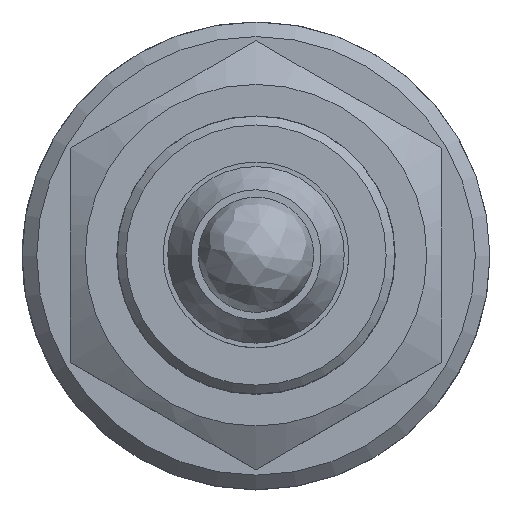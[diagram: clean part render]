
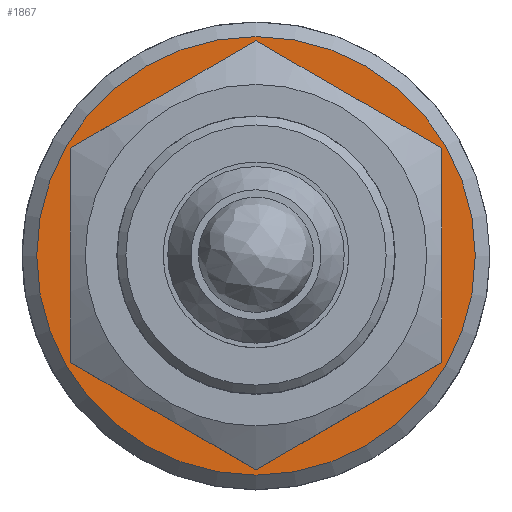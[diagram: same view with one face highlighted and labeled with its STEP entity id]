
A CAD part, top view. The second image highlights one B-rep face of the part: STEP entity #1867.
In plain terms, the highlighted planar face has unit normal (0, 0, 1).
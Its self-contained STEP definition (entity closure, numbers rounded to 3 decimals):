
#168 = FACE_OUTER_BOUND ( 'NONE', #1031, .T. ) ;
#179 = CARTESIAN_POINT ( 'NONE',  ( 7.5, 0., -23.092 ) ) ;
#332 = CIRCLE ( 'NONE', #2373, 7.5 ) ;
#399 = EDGE_LOOP ( 'NONE', ( #1409 ) ) ;
#434 = AXIS2_PLACEMENT_3D ( 'NONE', #2448, #548, #1335 ) ;
#548 = DIRECTION ( 'NONE',  ( 0., 0., 1. ) ) ;
#558 = CARTESIAN_POINT ( 'NONE',  ( 0., 0., -23.092 ) ) ;
#639 = ORIENTED_EDGE ( 'NONE', *, *, #1717, .T. ) ;
#755 = VERTEX_POINT ( 'NONE', #179 ) ;
#1031 = EDGE_LOOP ( 'NONE', ( #639 ) ) ;
#1320 = FACE_BOUND ( 'NONE', #399, .T. ) ;
#1335 = DIRECTION ( 'NONE',  ( 1., 0., 0. ) ) ;
#1409 = ORIENTED_EDGE ( 'NONE', *, *, #2491, .F. ) ;
#1622 = CARTESIAN_POINT ( 'NONE',  ( 4.75, 0., -23.092 ) ) ;
#1717 = EDGE_CURVE ( 'NONE', #755, #755, #332, .T. ) ;
#1835 = CARTESIAN_POINT ( 'NONE',  ( 0., 0., -23.092 ) ) ;
#1867 = ADVANCED_FACE ( 'NONE', ( #168, #1320 ), #2303, .T. ) ;
#1896 = DIRECTION ( 'NONE',  ( 0., 0., 1. ) ) ;
#1930 = DIRECTION ( 'NONE',  ( 1., 0., 0. ) ) ;
#2063 = DIRECTION ( 'NONE',  ( 0., 0., 1. ) ) ;
#2088 = AXIS2_PLACEMENT_3D ( 'NONE', #558, #1896, #1930 ) ;
#2264 = DIRECTION ( 'NONE',  ( 1., 0., 0. ) ) ;
#2303 = PLANE ( 'NONE',  #2088 ) ;
#2373 = AXIS2_PLACEMENT_3D ( 'NONE', #1835, #2063, #2264 ) ;
#2395 = VERTEX_POINT ( 'NONE', #1622 ) ;
#2397 = CIRCLE ( 'NONE', #434, 4.75 ) ;
#2448 = CARTESIAN_POINT ( 'NONE',  ( 0., 0., -23.092 ) ) ;
#2491 = EDGE_CURVE ( 'NONE', #2395, #2395, #2397, .T. ) ;
